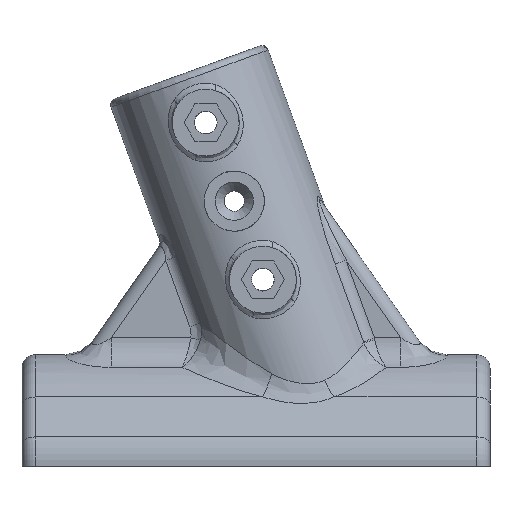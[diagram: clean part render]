
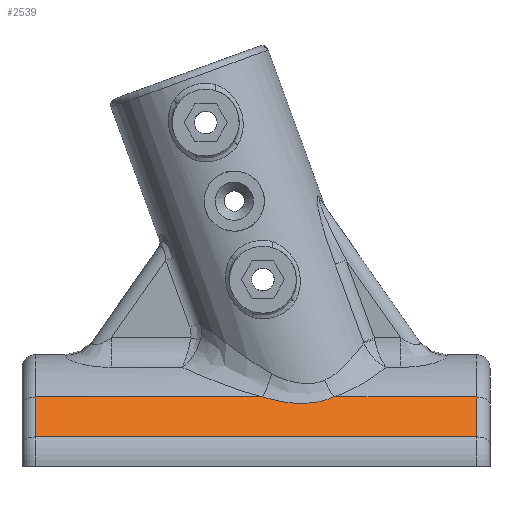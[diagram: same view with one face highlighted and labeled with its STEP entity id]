
A CAD part, left-side view. The second image highlights one B-rep face of the part: STEP entity #2539.
In plain terms, the highlighted planar face has unit normal (-0.799, 0, 0.602).
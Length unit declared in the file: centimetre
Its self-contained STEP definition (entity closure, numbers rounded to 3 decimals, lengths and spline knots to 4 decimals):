
#13=ELLIPSE($,#2651,3.0945,1.75);
#14=ELLIPSE($,#2652,3.0945,1.75);
#122=PLANE($,#2801);
#243=LINE($,#5675,#347);
#246=LINE($,#5699,#350);
#284=LINE($,#6743,#388);
#285=LINE($,#6745,#389);
#286=LINE($,#6747,#390);
#347=VECTOR($,#3172,0.7472);
#350=VECTOR($,#3205,0.7472);
#388=VECTOR($,#3407,3.4001);
#389=VECTOR($,#3410,6.6);
#390=VECTOR($,#3413,2.1363);
#603=FACE_OUTER_BOUND($,#815,.T.);
#815=EDGE_LOOP($,(#2271,#2272,#2273,#2274,#2275,#2276,#2277));
#1169=VERTEX_POINT($,#4382);
#1170=VERTEX_POINT($,#4404);
#1171=VERTEX_POINT($,#4405);
#1228=VERTEX_POINT($,#5669);
#1229=VERTEX_POINT($,#5673);
#1232=VERTEX_POINT($,#5687);
#1235=VERTEX_POINT($,#5697);
#1428=EDGE_CURVE($,#1170,#1171,#13,.T.);
#1429=EDGE_CURVE($,#1171,#1169,#14,.T.);
#1527=EDGE_CURVE($,#1229,#1228,#243,.T.);
#1539=EDGE_CURVE($,#1235,#1232,#246,.T.);
#1656=EDGE_CURVE($,#1232,#1170,#284,.T.);
#1657=EDGE_CURVE($,#1235,#1228,#285,.T.);
#1658=EDGE_CURVE($,#1169,#1229,#286,.T.);
#2271=ORIENTED_EDGE($,*,*,#1657,.T.);
#2272=ORIENTED_EDGE($,*,*,#1527,.F.);
#2273=ORIENTED_EDGE($,*,*,#1658,.F.);
#2274=ORIENTED_EDGE($,*,*,#1429,.F.);
#2275=ORIENTED_EDGE($,*,*,#1428,.F.);
#2276=ORIENTED_EDGE($,*,*,#1656,.F.);
#2277=ORIENTED_EDGE($,*,*,#1539,.F.);
#2539=ADVANCED_FACE($,(#603),#122,.F.);
#2651=AXIS2_PLACEMENT_3D($,#4406,#3044,#3045);
#2652=AXIS2_PLACEMENT_3D($,#4407,#3046,#3047);
#2801=AXIS2_PLACEMENT_3D($,#6746,#3411,#3412);
#3044=DIRECTION('center_axis',(-0.799,0.,
0.602));
#3045=DIRECTION('ref_axis',(0.548,0.415,0.727));
#3046=DIRECTION('center_axis',(-0.799,0.,
0.602));
#3047=DIRECTION('ref_axis',(0.548,0.415,0.727));
#3172=DIRECTION($,(-0.602,0.,-0.799));
#3205=DIRECTION($,(0.602,0.,0.799));
#3407=DIRECTION($,(0.,-1.,0.));
#3410=DIRECTION($,(0.,-1.,0.));
#3411=DIRECTION('center_axis',(0.799,0.,
-0.602));
#3412=DIRECTION('ref_axis',(-0.602,0.,-0.799));
#3413=DIRECTION($,(0.,-1.,0.));
#4382=CARTESIAN_POINT('',(-19.0023,10.8625,1.0458));
#4404=CARTESIAN_POINT('',(-19.0023,11.9261,1.0458));
#4405=CARTESIAN_POINT('',(-19.0593,11.1162,0.9703));
#4406=CARTESIAN_POINT('Origin',(-17.3252,12.2044,3.2715));
#4407=CARTESIAN_POINT('Origin',(-17.3252,12.2044,3.2715));
#5669=CARTESIAN_POINT('',(-19.452,8.7262,0.4491));
#5673=CARTESIAN_POINT('',(-19.0023,8.7262,1.0458));
#5675=CARTESIAN_POINT($,(-19.452,8.7262,0.4491));
#5687=CARTESIAN_POINT('',(-19.0023,15.3262,1.0458));
#5697=CARTESIAN_POINT('',(-19.452,15.3262,0.4491));
#5699=CARTESIAN_POINT($,(-19.0023,15.3262,1.0458));
#6743=CARTESIAN_POINT($,(-19.0023,15.5262,1.0458));
#6745=CARTESIAN_POINT($,(-19.452,15.5262,0.4491));
#6746=CARTESIAN_POINT('Origin',(-19.452,15.5262,0.4491));
#6747=CARTESIAN_POINT($,(-19.0023,15.5262,1.0458));
